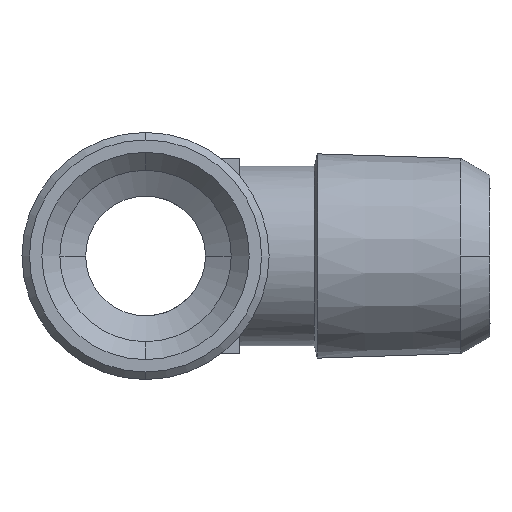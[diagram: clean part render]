
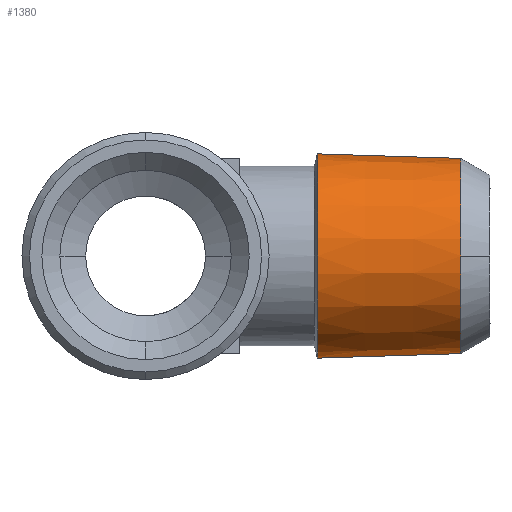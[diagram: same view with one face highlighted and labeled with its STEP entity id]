
A CAD part, left-side view. The second image highlights one B-rep face of the part: STEP entity #1380.
In plain terms, the highlighted conical face has half-angle 1.79 degrees and reference radius 6.819 mm.
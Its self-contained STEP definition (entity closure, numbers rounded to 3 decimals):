
#11 = CIRCLE ( 'NONE', #598, 6.52 ) ;
#110 = CARTESIAN_POINT ( 'NONE',  ( 0., 14.017, -6.819 ) ) ;
#179 = EDGE_LOOP ( 'NONE', ( #1346, #280, #1975, #311, #909 ) ) ;
#280 = ORIENTED_EDGE ( 'NONE', *, *, #1093, .T. ) ;
#311 = ORIENTED_EDGE ( 'NONE', *, *, #2188, .T. ) ;
#316 = CARTESIAN_POINT ( 'NONE',  ( 0., 14.017, 6.819 ) ) ;
#322 = VERTEX_POINT ( 'NONE', #1092 ) ;
#408 = CARTESIAN_POINT ( 'NONE',  ( 0., 4.44, 6.52 ) ) ;
#409 = CARTESIAN_POINT ( 'NONE',  ( -6.52, 4.44, 0. ) ) ;
#531 = AXIS2_PLACEMENT_3D ( 'NONE', #1425, #1978, #878 ) ;
#547 = VERTEX_POINT ( 'NONE', #316 ) ;
#560 = EDGE_CURVE ( 'NONE', #1502, #547, #1367, .T. ) ;
#587 = CONICAL_SURFACE ( 'NONE', #2009, 6.819, 0.031 ) ;
#598 = AXIS2_PLACEMENT_3D ( 'NONE', #1349, #2259, #633 ) ;
#633 = DIRECTION ( 'NONE',  ( 0., 0., 1. ) ) ;
#657 = CIRCLE ( 'NONE', #719, 6.52 ) ;
#719 = AXIS2_PLACEMENT_3D ( 'NONE', #2396, #1073, #1835 ) ;
#780 = DIRECTION ( 'NONE',  ( 0., 1., 0. ) ) ;
#784 = CARTESIAN_POINT ( 'NONE',  ( 0., 14.017, -6.819 ) ) ;
#823 = CARTESIAN_POINT ( 'NONE',  ( 0., 14.017, 6.819 ) ) ;
#878 = DIRECTION ( 'NONE',  ( 0., 0., -1. ) ) ;
#886 = VERTEX_POINT ( 'NONE', #409 ) ;
#909 = ORIENTED_EDGE ( 'NONE', *, *, #560, .F. ) ;
#945 = EDGE_CURVE ( 'NONE', #886, #2133, #657, .T. ) ;
#961 = DIRECTION ( 'NONE',  ( 0., 0., 1. ) ) ;
#1031 = DIRECTION ( 'NONE',  ( 0., 1., 0.031 ) ) ;
#1073 = DIRECTION ( 'NONE',  ( 0., 1., 0. ) ) ;
#1092 = CARTESIAN_POINT ( 'NONE',  ( 0., 4.44, -6.52 ) ) ;
#1093 = EDGE_CURVE ( 'NONE', #322, #886, #11, .T. ) ;
#1103 = EDGE_CURVE ( 'NONE', #322, #1502, #1600, .T. ) ;
#1162 = VECTOR ( 'NONE', #1031, 1000. ) ;
#1346 = ORIENTED_EDGE ( 'NONE', *, *, #1103, .F. ) ;
#1349 = CARTESIAN_POINT ( 'NONE',  ( 0., 4.44, 0. ) ) ;
#1367 = CIRCLE ( 'NONE', #531, 6.819 ) ;
#1380 = ADVANCED_FACE ( 'NONE', ( #1434 ), #587, .T. ) ;
#1425 = CARTESIAN_POINT ( 'NONE',  ( 0., 14.017, 0. ) ) ;
#1434 = FACE_OUTER_BOUND ( 'NONE', #179, .T. ) ;
#1494 = CARTESIAN_POINT ( 'NONE',  ( 0., 14.017, 0. ) ) ;
#1502 = VERTEX_POINT ( 'NONE', #110 ) ;
#1600 = LINE ( 'NONE', #784, #1804 ) ;
#1804 = VECTOR ( 'NONE', #2216, 1000. ) ;
#1835 = DIRECTION ( 'NONE',  ( 0., 0., 1. ) ) ;
#1975 = ORIENTED_EDGE ( 'NONE', *, *, #945, .T. ) ;
#1978 = DIRECTION ( 'NONE',  ( 0., 1., 0. ) ) ;
#2009 = AXIS2_PLACEMENT_3D ( 'NONE', #1494, #780, #961 ) ;
#2133 = VERTEX_POINT ( 'NONE', #408 ) ;
#2148 = LINE ( 'NONE', #823, #1162 ) ;
#2188 = EDGE_CURVE ( 'NONE', #2133, #547, #2148, .T. ) ;
#2216 = DIRECTION ( 'NONE',  ( 0., 1., -0.031 ) ) ;
#2259 = DIRECTION ( 'NONE',  ( 0., 1., 0. ) ) ;
#2396 = CARTESIAN_POINT ( 'NONE',  ( 0., 4.44, 0. ) ) ;
